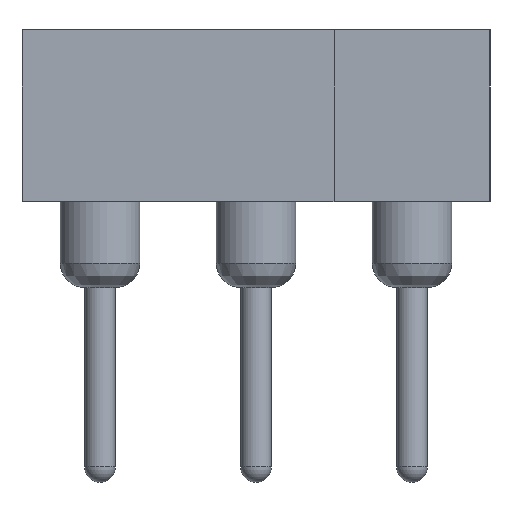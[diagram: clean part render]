
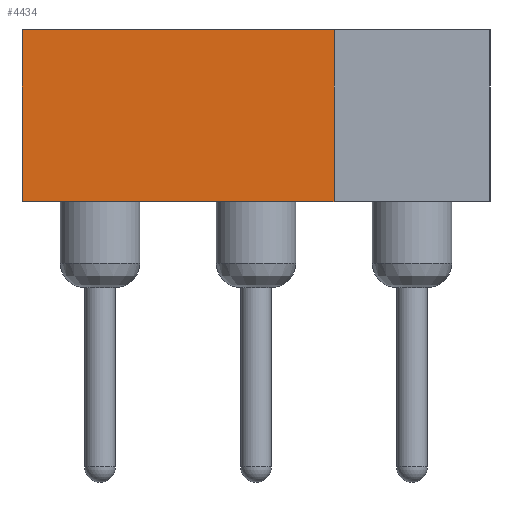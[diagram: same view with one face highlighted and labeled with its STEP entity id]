
A CAD part, left-side view. The second image highlights one B-rep face of the part: STEP entity #4434.
In plain terms, the highlighted planar face has unit normal (-1, 0, 0).
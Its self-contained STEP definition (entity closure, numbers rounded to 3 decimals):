
#4358=CARTESIAN_POINT('',(-5.05,-1.27,4.2));
#4359=VERTEX_POINT('',#4358);
#4367=CARTESIAN_POINT('',(-5.05,3.81,4.2));
#4368=VERTEX_POINT('',#4367);
#4375=CARTESIAN_POINT('',(-5.05,-1.27,4.2));
#4376=DIRECTION('',(0.0,1.0,0.0));
#4377=VECTOR('',#4376,5.08);
#4378=LINE('',#4375,#4377);
#4379=EDGE_CURVE('',#4359,#4368,#4378,.T.);
#4404=CARTESIAN_POINT('',(-5.05,-6.32,1.4));
#4405=DIRECTION('',(-1.0,0.0,0.0));
#4406=DIRECTION('',(0.0,0.0,-1.0));
#4407=AXIS2_PLACEMENT_3D('',#4404,#4405,#4406);
#4408=PLANE('',#4407);
#4409=CARTESIAN_POINT('',(-5.05,-1.27,1.4));
#4410=VERTEX_POINT('',#4409);
#4411=CARTESIAN_POINT('',(-5.05,-1.27,1.4));
#4412=DIRECTION('',(0.0,0.0,1.0));
#4413=VECTOR('',#4412,2.8);
#4414=LINE('',#4411,#4413);
#4415=EDGE_CURVE('',#4410,#4359,#4414,.T.);
#4416=ORIENTED_EDGE('',*,*,#4415,.T.);
#4417=ORIENTED_EDGE('',*,*,#4379,.T.);
#4418=CARTESIAN_POINT('',(-5.05,3.81,1.4));
#4419=VERTEX_POINT('',#4418);
#4420=CARTESIAN_POINT('',(-5.05,3.81,1.4));
#4421=DIRECTION('',(0.0,0.0,1.0));
#4422=VECTOR('',#4421,2.8);
#4423=LINE('',#4420,#4422);
#4424=EDGE_CURVE('',#4419,#4368,#4423,.T.);
#4425=ORIENTED_EDGE('',*,*,#4424,.F.);
#4426=CARTESIAN_POINT('',(-5.05,-1.27,1.4));
#4427=DIRECTION('',(0.0,1.0,0.0));
#4428=VECTOR('',#4427,5.08);
#4429=LINE('',#4426,#4428);
#4430=EDGE_CURVE('',#4410,#4419,#4429,.T.);
#4431=ORIENTED_EDGE('',*,*,#4430,.F.);
#4432=EDGE_LOOP('',(#4416,#4417,#4425,#4431));
#4433=FACE_OUTER_BOUND('',#4432,.T.);
#4434=ADVANCED_FACE('',(#4433),#4408,.T.);
